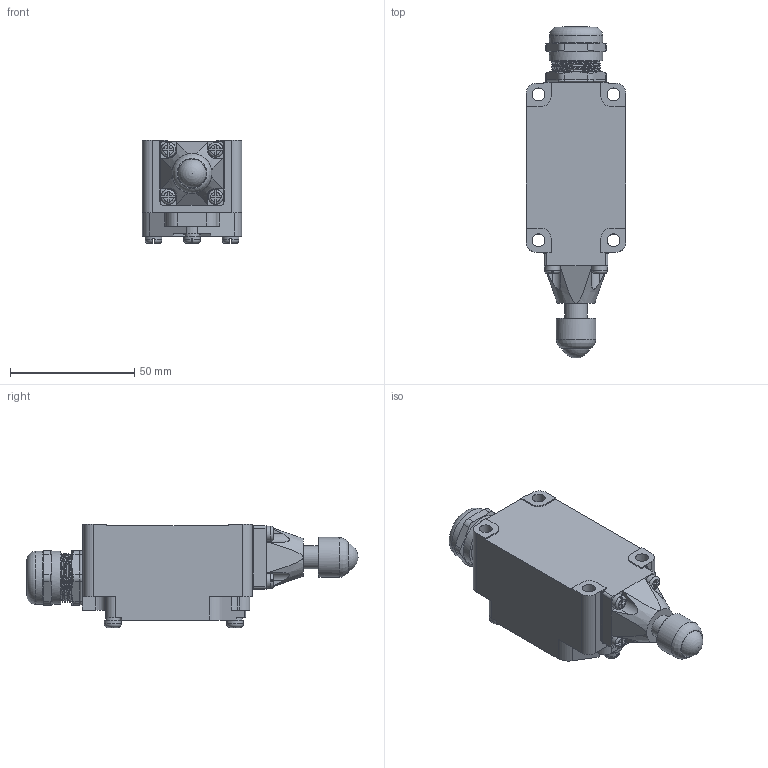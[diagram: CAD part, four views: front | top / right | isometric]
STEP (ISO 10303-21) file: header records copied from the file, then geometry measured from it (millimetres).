
FILE_DESCRIPTION(('STEP AP203'), '1');
FILE_NAME('MTB4-HD5109_3D', '2025-08-05T11:17:23', (''), (''), 'C3D Converter', 'C3D Toolkit', '');
FILE_SCHEMA(('CONFIG_CONTROL_DESIGN'));
Length unit declared in the file: millimetre
Products named in the file (3): LA167-Z5-109; W20250731001
Assembly tree (2 placements, depth 2):
  (unnamed)
    LA167-Z5-109
    W20250731001
Bounding box: 40 x 133.55 x 41.5 mm (x, y, z)
Volume: 106457.6 mm3; surface area: 25143.8 mm2
Topology: 4 solids, 8 shells, 445 faces, 1220 edges, 800 vertices
Faces by surface type: plane 257, cylinder 140, torus 28, cone 10, bspline 9, sphere 1
Full cylindrical faces by diameter (mm): 3.7 x4, 5.2 x4, 5.7 x3, 6 x4, 6.8 x3, 9.2 x1, 10.6 x1, 11.4 x1, 11.5 x1, 12 x1, 12.8 x1, 15 x1, 15.2 x1, 16 x2, 19.2 x1, 19.8 x1, 21.4 x2
Entity records: 23259 total; most frequent: CARTESIAN_POINT 10782, ORIENTED_EDGE 2344, DIRECTION 2234, EDGE_CURVE 1172, VERTEX_POINT 798, AXIS2_PLACEMENT_3D 794, LINE 646, VECTOR 646
